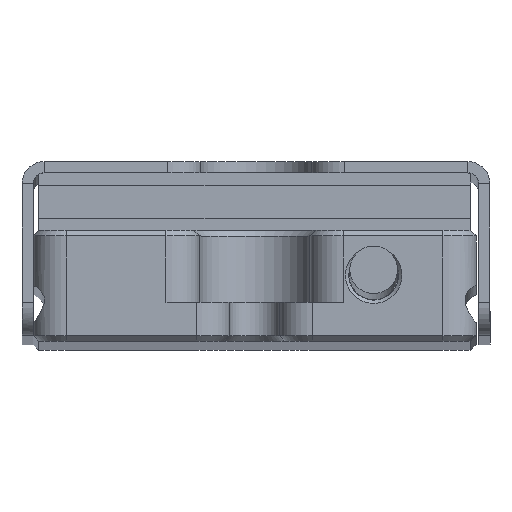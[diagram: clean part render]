
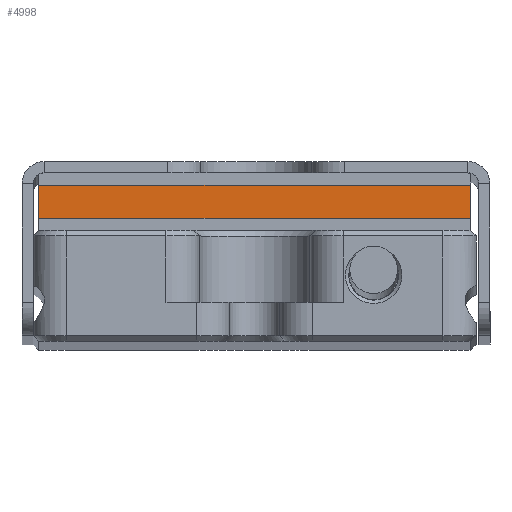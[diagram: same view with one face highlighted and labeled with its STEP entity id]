
A CAD part, top view. The second image highlights one B-rep face of the part: STEP entity #4998.
In plain terms, the highlighted planar face has unit normal (0, 0, 1).
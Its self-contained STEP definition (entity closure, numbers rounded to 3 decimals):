
#564=LINE('',#7817,#1128);
#565=LINE('',#7820,#1129);
#566=LINE('',#7822,#1130);
#567=LINE('',#7823,#1131);
#1128=VECTOR('',#6355,3.);
#1129=VECTOR('',#6358,39.);
#1130=VECTOR('',#6359,39.);
#1131=VECTOR('',#6360,3.);
#1526=FACE_OUTER_BOUND('',#1809,.T.);
#1809=EDGE_LOOP('',(#4100,#4101,#4102,#4103));
#2361=VERTEX_POINT('',#7780);
#2375=VERTEX_POINT('',#7815);
#2376=VERTEX_POINT('',#7819);
#2377=VERTEX_POINT('',#7821);
#2974=EDGE_CURVE('',#2361,#2375,#564,.T.);
#2975=EDGE_CURVE('',#2361,#2376,#565,.T.);
#2976=EDGE_CURVE('',#2377,#2375,#566,.T.);
#2977=EDGE_CURVE('',#2376,#2377,#567,.T.);
#4100=ORIENTED_EDGE('',*,*,#2975,.F.);
#4101=ORIENTED_EDGE('',*,*,#2974,.T.);
#4102=ORIENTED_EDGE('',*,*,#2976,.F.);
#4103=ORIENTED_EDGE('',*,*,#2977,.F.);
#4782=PLANE('',#5344);
#4998=ADVANCED_FACE('',(#1526),#4782,.T.);
#5344=AXIS2_PLACEMENT_3D('',#7818,#6356,#6357);
#6355=DIRECTION('',(0.,-1.,0.));
#6356=DIRECTION('center_axis',(0.,0.,
1.));
#6357=DIRECTION('ref_axis',(-1.,0.,0.));
#6358=DIRECTION('',(1.,0.,0.));
#6359=DIRECTION('',(-1.,0.,0.));
#6360=DIRECTION('',(0.,-1.,0.));
#7780=CARTESIAN_POINT('',(-19.5,9.1,-15.));
#7815=CARTESIAN_POINT('',(-19.5,6.1,-15.));
#7817=CARTESIAN_POINT('',(-19.5,9.1,-15.));
#7818=CARTESIAN_POINT('Origin',(19.5,9.1,-15.));
#7819=CARTESIAN_POINT('',(19.5,9.1,-15.));
#7820=CARTESIAN_POINT('',(9.75,9.1,-15.));
#7821=CARTESIAN_POINT('',(19.5,6.1,-15.));
#7822=CARTESIAN_POINT('',(9.75,6.1,-15.));
#7823=CARTESIAN_POINT('',(19.5,9.1,-15.));
